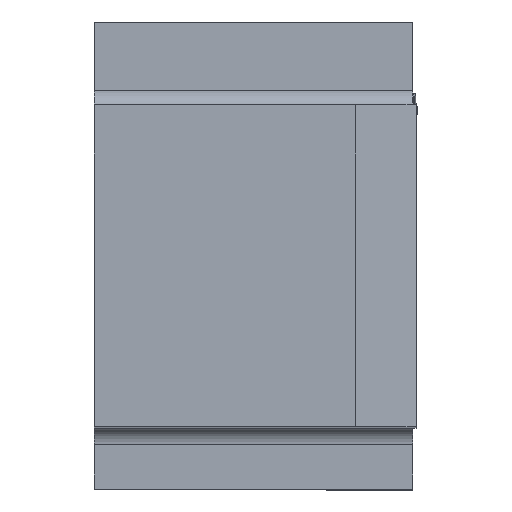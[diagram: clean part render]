
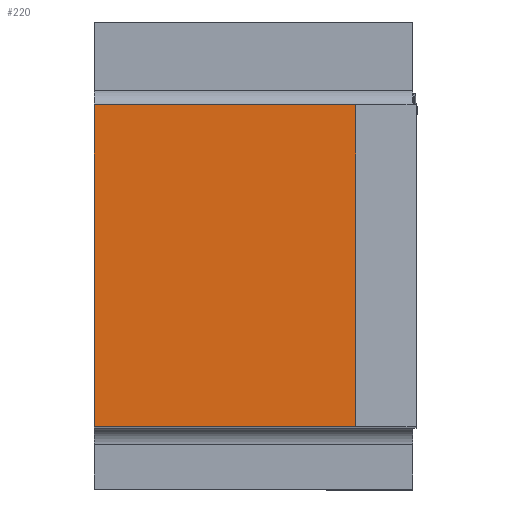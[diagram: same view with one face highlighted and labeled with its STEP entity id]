
A CAD part, top view. The second image highlights one B-rep face of the part: STEP entity #220.
In plain terms, the highlighted planar face has unit normal (0, 0, 1).
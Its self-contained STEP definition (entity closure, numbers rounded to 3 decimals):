
#220=ADVANCED_FACE('CU_BACK_SU1',(#352),#308,.F.);
#308=PLANE('',#1975);
#352=FACE_OUTER_BOUND('',#442,.T.);
#442=EDGE_LOOP('',(#930,#931,#932,#933));
#523=LINE('',#2641,#674);
#543=LINE('',#2711,#694);
#551=LINE('',#2730,#702);
#574=LINE('',#2810,#725);
#674=VECTOR('',#2128,1.);
#694=VECTOR('',#2170,1.);
#702=VECTOR('',#2184,1.);
#725=VECTOR('',#2243,1.);
#930=ORIENTED_EDGE('',*,*,#1535,.T.);
#931=ORIENTED_EDGE('',*,*,#1582,.T.);
#932=ORIENTED_EDGE('',*,*,#1545,.T.);
#933=ORIENTED_EDGE('',*,*,#1509,.F.);
#1342=VERTEX_POINT('',#2640);
#1343=VERTEX_POINT('',#2642);
#1361=VERTEX_POINT('',#2709);
#1367=VERTEX_POINT('',#2722);
#1509=EDGE_CURVE('',#1342,#1343,#523,.T.);
#1535=EDGE_CURVE('',#1342,#1361,#543,.T.);
#1545=EDGE_CURVE('',#1367,#1343,#551,.T.);
#1582=EDGE_CURVE('',#1361,#1367,#574,.T.);
#1975=AXIS2_PLACEMENT_3D('',#2811,#2244,#2245);
#2128=DIRECTION('',(0.,1.,0.));
#2170=DIRECTION('',(1.,0.,0.));
#2184=DIRECTION('',(-1.,0.,0.));
#2243=DIRECTION('',(0.,1.,0.));
#2244=DIRECTION('',(0.,0.,-1.));
#2245=DIRECTION('',(-1.,0.,0.));
#2640=CARTESIAN_POINT('',(0.,0.,0.));
#2641=CARTESIAN_POINT('',(0.,35.8,0.));
#2642=CARTESIAN_POINT('',(0.,15.8,0.));
#2709=CARTESIAN_POINT('',(12.826,0.,0.));
#2711=CARTESIAN_POINT('',(38.673,0.,0.));
#2722=CARTESIAN_POINT('',(12.826,15.8,0.));
#2730=CARTESIAN_POINT('',(38.673,15.8,0.));
#2810=CARTESIAN_POINT('',(12.826,0.,0.));
#2811=CARTESIAN_POINT('',(38.673,35.8,0.));
